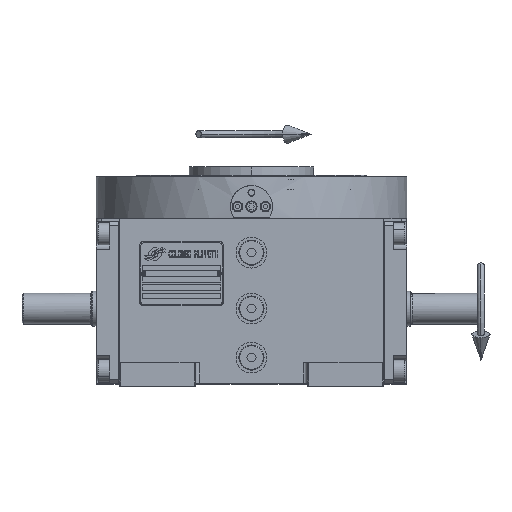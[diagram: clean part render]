
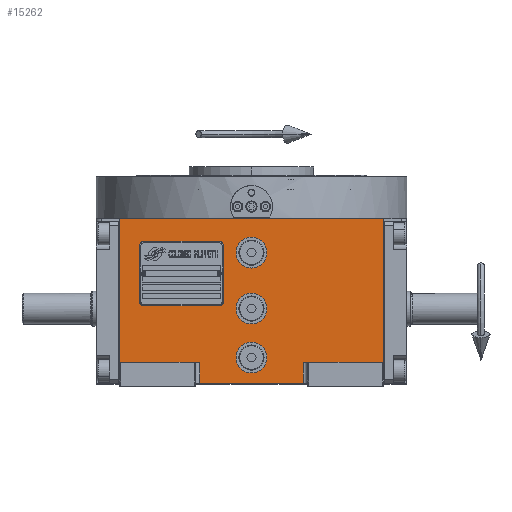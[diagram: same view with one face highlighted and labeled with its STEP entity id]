
A CAD part, top view. The second image highlights one B-rep face of the part: STEP entity #15262.
In plain terms, the highlighted planar face has unit normal (0, 0, 1).
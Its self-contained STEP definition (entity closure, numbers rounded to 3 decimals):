
#2 = CARTESIAN_POINT ( 'NONE',  ( -94.5, -38.5, 163.5 ) ) ;
#291 = PLANE ( 'NONE',  #58228 ) ;
#942 = CARTESIAN_POINT ( 'NONE',  ( -37., -38.5, 163.5 ) ) ;
#1307 = AXIS2_PLACEMENT_3D ( 'NONE', #50451, #40467, #45620 ) ;
#2849 = EDGE_CURVE ( 'NONE', #27944, #44971, #67743, .T. ) ;
#3424 = CARTESIAN_POINT ( 'NONE',  ( 0., 0., 163.5 ) ) ;
#3761 = LINE ( 'NONE', #34765, #27360 ) ;
#4146 = EDGE_CURVE ( 'NONE', #44387, #53775, #45752, .T. ) ;
#4166 = DIRECTION ( 'NONE',  ( -1., 0., 0. ) ) ;
#4234 = ORIENTED_EDGE ( 'NONE', *, *, #19946, .F. ) ;
#4767 = ORIENTED_EDGE ( 'NONE', *, *, #4146, .T. ) ;
#6469 = EDGE_LOOP ( 'NONE', ( #44782, #35402, #4767, #43903, #52900, #30316, #21722, #59049 ) ) ;
#6540 = DIRECTION ( 'NONE',  ( 0., 0., 1. ) ) ;
#6666 = VERTEX_POINT ( 'NONE', #18877 ) ;
#6697 = LINE ( 'NONE', #48679, #64425 ) ;
#7043 = LINE ( 'NONE', #28058, #40712 ) ;
#7142 = LINE ( 'NONE', #65671, #62932 ) ;
#7437 = CIRCLE ( 'NONE', #23009, 11. ) ;
#8598 = DIRECTION ( 'NONE',  ( 1., 0., 0. ) ) ;
#9025 = ORIENTED_EDGE ( 'NONE', *, *, #29131, .F. ) ;
#9747 = CIRCLE ( 'NONE', #11916, 11. ) ;
#10226 = DIRECTION ( 'NONE',  ( 0., 1., 0. ) ) ;
#10431 = CARTESIAN_POINT ( 'NONE',  ( 37., -38.5, 163.5 ) ) ;
#11473 = CARTESIAN_POINT ( 'NONE',  ( -94.5, 64.5, 163.5 ) ) ;
#11604 = VERTEX_POINT ( 'NONE', #38189 ) ;
#11916 = AXIS2_PLACEMENT_3D ( 'NONE', #3424, #50246, #24790 ) ;
#12557 = VECTOR ( 'NONE', #25501, 1000. ) ;
#13108 = VECTOR ( 'NONE', #10226, 1000. ) ;
#13262 = FACE_BOUND ( 'NONE', #26589, .T. ) ;
#13591 = ORIENTED_EDGE ( 'NONE', *, *, #42492, .F. ) ;
#14233 = CARTESIAN_POINT ( 'NONE',  ( 0., -35., 163.5 ) ) ;
#14912 = VERTEX_POINT ( 'NONE', #29280 ) ;
#15262 = ADVANCED_FACE ( 'NONE', ( #16131, #13262, #55246, #29116 ), #291, .T. ) ;
#16131 = FACE_BOUND ( 'NONE', #20508, .T. ) ;
#16476 = DIRECTION ( 'NONE',  ( 1., 0., 0. ) ) ;
#17710 = DIRECTION ( 'NONE',  ( 1., 0., 0. ) ) ;
#18146 = ORIENTED_EDGE ( 'NONE', *, *, #51771, .F. ) ;
#18458 = VERTEX_POINT ( 'NONE', #41836 ) ;
#18877 = CARTESIAN_POINT ( 'NONE',  ( -94.5, -38.5, 163.5 ) ) ;
#19610 = DIRECTION ( 'NONE',  ( 1., 0., 0. ) ) ;
#19668 = DIRECTION ( 'NONE',  ( 0., 0., 1. ) ) ;
#19693 = EDGE_CURVE ( 'NONE', #50983, #49494, #43357, .T. ) ;
#19946 = EDGE_CURVE ( 'NONE', #47731, #14912, #66198, .T. ) ;
#20508 = EDGE_LOOP ( 'NONE', ( #9025, #18146 ) ) ;
#20577 = DIRECTION ( 'NONE',  ( 0., 1., 0. ) ) ;
#20862 = CARTESIAN_POINT ( 'NONE',  ( -11., 40., 163.5 ) ) ;
#21670 = DIRECTION ( 'NONE',  ( 0., 0., 1. ) ) ;
#21722 = ORIENTED_EDGE ( 'NONE', *, *, #22265, .T. ) ;
#22265 = EDGE_CURVE ( 'NONE', #6666, #44971, #42010, .T. ) ;
#23009 = AXIS2_PLACEMENT_3D ( 'NONE', #30348, #19668, #4166 ) ;
#23629 = CIRCLE ( 'NONE', #58804, 11. ) ;
#24790 = DIRECTION ( 'NONE',  ( 1., 0., 0. ) ) ;
#25501 = DIRECTION ( 'NONE',  ( 1., 0., 0. ) ) ;
#25743 = CARTESIAN_POINT ( 'NONE',  ( -37., -53.5, 163.5 ) ) ;
#26050 = EDGE_CURVE ( 'NONE', #53775, #57071, #6697, .T. ) ;
#26589 = EDGE_LOOP ( 'NONE', ( #4234, #35646 ) ) ;
#26744 = LINE ( 'NONE', #57388, #13108 ) ;
#27360 = VECTOR ( 'NONE', #8598, 1000. ) ;
#27591 = VECTOR ( 'NONE', #20577, 1000. ) ;
#27944 = VERTEX_POINT ( 'NONE', #66426 ) ;
#28058 = CARTESIAN_POINT ( 'NONE',  ( -37., -53.5, 163.5 ) ) ;
#29116 = FACE_OUTER_BOUND ( 'NONE', #6469, .T. ) ;
#29127 = EDGE_CURVE ( 'NONE', #64894, #57071, #3761, .T. ) ;
#29131 = EDGE_CURVE ( 'NONE', #18458, #11604, #9747, .T. ) ;
#29280 = CARTESIAN_POINT ( 'NONE',  ( -11., -35., 163.5 ) ) ;
#30186 = AXIS2_PLACEMENT_3D ( 'NONE', #52225, #62896, #36736 ) ;
#30316 = ORIENTED_EDGE ( 'NONE', *, *, #33166, .F. ) ;
#30348 = CARTESIAN_POINT ( 'NONE',  ( 0., 0., 163.5 ) ) ;
#31993 = CARTESIAN_POINT ( 'NONE',  ( -94.5, -53.5, 163.5 ) ) ;
#33166 = EDGE_CURVE ( 'NONE', #6666, #64894, #26744, .T. ) ;
#34097 = VECTOR ( 'NONE', #19610, 1000. ) ;
#34765 = CARTESIAN_POINT ( 'NONE',  ( -94.5, 64.5, 163.5 ) ) ;
#35402 = ORIENTED_EDGE ( 'NONE', *, *, #38343, .F. ) ;
#35646 = ORIENTED_EDGE ( 'NONE', *, *, #36068, .F. ) ;
#35674 = CARTESIAN_POINT ( 'NONE',  ( 37., -53.5, 163.5 ) ) ;
#35810 = EDGE_CURVE ( 'NONE', #27944, #50809, #7043, .T. ) ;
#36068 = EDGE_CURVE ( 'NONE', #14912, #47731, #47338, .T. ) ;
#36736 = DIRECTION ( 'NONE',  ( 1., 0., 0. ) ) ;
#38059 = CARTESIAN_POINT ( 'NONE',  ( 11., 40., 163.5 ) ) ;
#38189 = CARTESIAN_POINT ( 'NONE',  ( -11., 0., 163.5 ) ) ;
#38343 = EDGE_CURVE ( 'NONE', #44387, #50809, #7142, .T. ) ;
#40206 = ORIENTED_EDGE ( 'NONE', *, *, #19693, .F. ) ;
#40467 = DIRECTION ( 'NONE',  ( 0., 0., 1. ) ) ;
#40712 = VECTOR ( 'NONE', #17710, 1000. ) ;
#41670 = CARTESIAN_POINT ( 'NONE',  ( 0., 40., 163.5 ) ) ;
#41836 = CARTESIAN_POINT ( 'NONE',  ( 11., 0., 163.5 ) ) ;
#42010 = LINE ( 'NONE', #2, #12557 ) ;
#42492 = EDGE_CURVE ( 'NONE', #49494, #50983, #23629, .T. ) ;
#43357 = CIRCLE ( 'NONE', #30186, 11. ) ;
#43903 = ORIENTED_EDGE ( 'NONE', *, *, #26050, .T. ) ;
#44387 = VERTEX_POINT ( 'NONE', #10431 ) ;
#44782 = ORIENTED_EDGE ( 'NONE', *, *, #35810, .T. ) ;
#44971 = VERTEX_POINT ( 'NONE', #942 ) ;
#45620 = DIRECTION ( 'NONE',  ( 1., 0., 0. ) ) ;
#45752 = LINE ( 'NONE', #66770, #34097 ) ;
#47338 = CIRCLE ( 'NONE', #50646, 11. ) ;
#47731 = VERTEX_POINT ( 'NONE', #49225 ) ;
#48679 = CARTESIAN_POINT ( 'NONE',  ( 94.5, -38.5, 163.5 ) ) ;
#48794 = DIRECTION ( 'NONE',  ( 0., -1., 0. ) ) ;
#49225 = CARTESIAN_POINT ( 'NONE',  ( 11., -35., 163.5 ) ) ;
#49402 = CARTESIAN_POINT ( 'NONE',  ( 94.5, -38.5, 163.5 ) ) ;
#49494 = VERTEX_POINT ( 'NONE', #20862 ) ;
#50246 = DIRECTION ( 'NONE',  ( 0., 0., 1. ) ) ;
#50451 = CARTESIAN_POINT ( 'NONE',  ( 0., -35., 163.5 ) ) ;
#50646 = AXIS2_PLACEMENT_3D ( 'NONE', #14233, #62083, #56915 ) ;
#50809 = VERTEX_POINT ( 'NONE', #35674 ) ;
#50983 = VERTEX_POINT ( 'NONE', #38059 ) ;
#51771 = EDGE_CURVE ( 'NONE', #11604, #18458, #7437, .T. ) ;
#52225 = CARTESIAN_POINT ( 'NONE',  ( 0., 40., 163.5 ) ) ;
#52900 = ORIENTED_EDGE ( 'NONE', *, *, #29127, .F. ) ;
#53775 = VERTEX_POINT ( 'NONE', #49402 ) ;
#55246 = FACE_BOUND ( 'NONE', #65723, .T. ) ;
#56915 = DIRECTION ( 'NONE',  ( -1., 0., 0. ) ) ;
#57071 = VERTEX_POINT ( 'NONE', #62140 ) ;
#57388 = CARTESIAN_POINT ( 'NONE',  ( -94.5, -38.5, 163.5 ) ) ;
#58228 = AXIS2_PLACEMENT_3D ( 'NONE', #31993, #21670, #16476 ) ;
#58804 = AXIS2_PLACEMENT_3D ( 'NONE', #41670, #6540, #63354 ) ;
#59049 = ORIENTED_EDGE ( 'NONE', *, *, #2849, .F. ) ;
#59699 = DIRECTION ( 'NONE',  ( 0., 1., 0. ) ) ;
#62083 = DIRECTION ( 'NONE',  ( 0., 0., 1. ) ) ;
#62140 = CARTESIAN_POINT ( 'NONE',  ( 94.5, 64.5, 163.5 ) ) ;
#62896 = DIRECTION ( 'NONE',  ( 0., 0., 1. ) ) ;
#62932 = VECTOR ( 'NONE', #48794, 1000. ) ;
#63354 = DIRECTION ( 'NONE',  ( -1., 0., 0. ) ) ;
#64425 = VECTOR ( 'NONE', #59699, 1000. ) ;
#64894 = VERTEX_POINT ( 'NONE', #11473 ) ;
#65671 = CARTESIAN_POINT ( 'NONE',  ( 37., -38.5, 163.5 ) ) ;
#65723 = EDGE_LOOP ( 'NONE', ( #40206, #13591 ) ) ;
#66198 = CIRCLE ( 'NONE', #1307, 11. ) ;
#66426 = CARTESIAN_POINT ( 'NONE',  ( -37., -53.5, 163.5 ) ) ;
#66770 = CARTESIAN_POINT ( 'NONE',  ( 37., -38.5, 163.5 ) ) ;
#67743 = LINE ( 'NONE', #25743, #27591 ) ;
